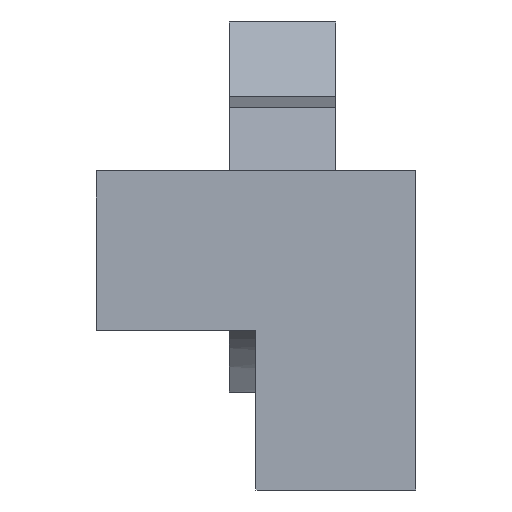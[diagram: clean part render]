
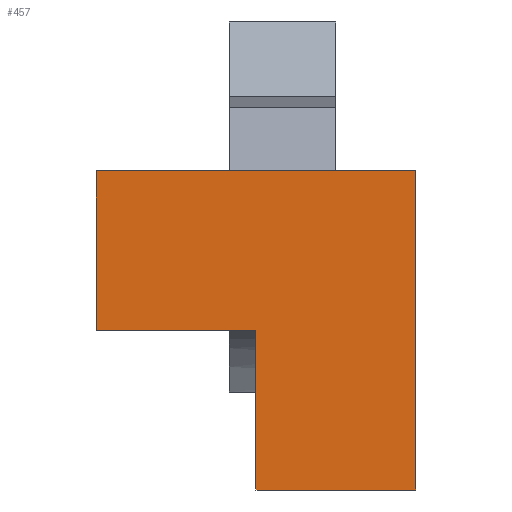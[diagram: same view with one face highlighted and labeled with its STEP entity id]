
A CAD part, front view. The second image highlights one B-rep face of the part: STEP entity #457.
In plain terms, the highlighted planar face has unit normal (0, -1, 0).
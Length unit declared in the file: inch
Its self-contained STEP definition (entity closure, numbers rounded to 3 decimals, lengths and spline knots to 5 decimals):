
#25=FACE_OUTER_BOUND('',#50,.T.);
#50=EDGE_LOOP('',(#304,#305,#306,#307,#308,#309));
#75=LINE('',#639,#136);
#76=LINE('',#641,#137);
#77=LINE('',#643,#138);
#78=LINE('',#645,#139);
#79=LINE('',#647,#140);
#80=LINE('',#648,#141);
#136=VECTOR('',#527,0.3937);
#137=VECTOR('',#528,0.3937);
#138=VECTOR('',#529,0.3937);
#139=VECTOR('',#530,0.3937);
#140=VECTOR('',#531,0.3937);
#141=VECTOR('',#532,0.3937);
#197=VERTEX_POINT('',#637);
#198=VERTEX_POINT('',#638);
#199=VERTEX_POINT('',#640);
#200=VERTEX_POINT('',#642);
#201=VERTEX_POINT('',#644);
#202=VERTEX_POINT('',#646);
#239=EDGE_CURVE('',#197,#198,#75,.T.);
#240=EDGE_CURVE('',#198,#199,#76,.T.);
#241=EDGE_CURVE('',#199,#200,#77,.T.);
#242=EDGE_CURVE('',#200,#201,#78,.T.);
#243=EDGE_CURVE('',#201,#202,#79,.T.);
#244=EDGE_CURVE('',#202,#197,#80,.T.);
#304=ORIENTED_EDGE('',*,*,#239,.T.);
#305=ORIENTED_EDGE('',*,*,#240,.T.);
#306=ORIENTED_EDGE('',*,*,#241,.T.);
#307=ORIENTED_EDGE('',*,*,#242,.T.);
#308=ORIENTED_EDGE('',*,*,#243,.T.);
#309=ORIENTED_EDGE('',*,*,#244,.T.);
#434=PLANE('',#497);
#457=ADVANCED_FACE('',(#25),#434,.T.);
#497=AXIS2_PLACEMENT_3D('',#636,#525,#526);
#525=DIRECTION('center_axis',(0.,-1.,0.));
#526=DIRECTION('ref_axis',(0.,0.,-1.));
#527=DIRECTION('',(0.,0.,1.));
#528=DIRECTION('',(-1.,0.,0.));
#529=DIRECTION('',(0.,0.,-1.));
#530=DIRECTION('',(1.,0.,0.));
#531=DIRECTION('',(0.,0.,-1.));
#532=DIRECTION('',(1.,0.,0.));
#636=CARTESIAN_POINT('Origin',(0.5,0.25,0.5));
#637=CARTESIAN_POINT('',(0.375,0.25,-0.5));
#638=CARTESIAN_POINT('',(0.375,0.25,0.25));
#639=CARTESIAN_POINT('',(0.375,0.25,0.125));
#640=CARTESIAN_POINT('',(-0.375,0.25,0.25));
#641=CARTESIAN_POINT('',(-0.1875,0.25,0.25));
#642=CARTESIAN_POINT('',(-0.375,0.25,-0.125));
#643=CARTESIAN_POINT('',(-0.375,0.25,-0.0625));
#644=CARTESIAN_POINT('',(0.,0.25,-0.125));
#645=CARTESIAN_POINT('',(0.,0.25,-0.125));
#646=CARTESIAN_POINT('',(0.,0.25,-0.5));
#647=CARTESIAN_POINT('',(0.,0.25,-0.25));
#648=CARTESIAN_POINT('',(0.5,0.25,-0.5));
